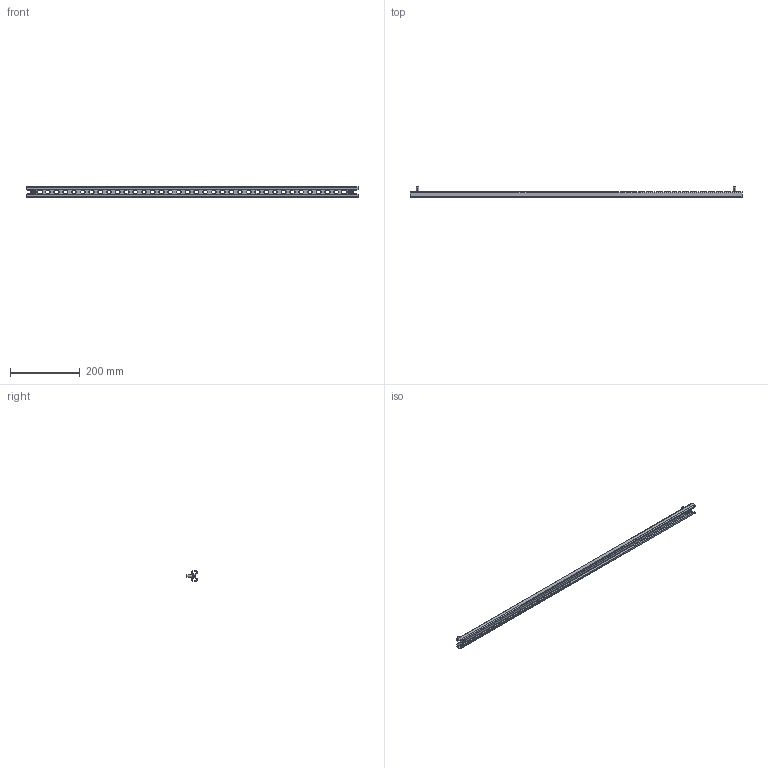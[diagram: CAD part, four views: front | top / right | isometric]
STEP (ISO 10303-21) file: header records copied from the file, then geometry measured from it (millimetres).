
FILE_DESCRIPTION (( 'STEP AP203' ), '1' );
FILE_NAME ('UR15004300010 Êîìïëåêò Ñ-îáðàçíûõ øèí 30.15 RS52 00.100 íà ðàìó_öîêîëü (ÎÖ) (000.801.681-04).STEP', '2022-04-18T10:35:51', ( '' ), ( '' ), 'SwSTEP 2.0', 'SolidWorks 2017', '' );
FILE_SCHEMA (( 'CONFIG_CONTROL_DESIGN' ));
Length unit declared in the file: millimetre
Products named in the file (5): UR15004300010 Êîìïëåêò Ñ-îáðàçíûõ øèí 30.15 RS52 00.100 íà ðàìó_öîêîëü (ÎÖ) (000.801.681-04); 嵑殧趌11371_8; 嵑殧趌6402_8; Âèíò DIN 7984 TORX_Œ8å20; 025-316 Ïëàíêà Ñ-îáðàçíàÿ 30.15_03(950)
Assembly tree (7 placements, depth 2):
  UR15004300010 Êîìïëåêò Ñ-îáðàçíûõ øèí 30.15 RS52 00.100 íà ðàìó_öîêîëü (ÎÖ) (000.801.681-04)
    025-316 Ïëàíêà Ñ-îáðàçíàÿ 30.15_03(950)
    嵑殧趌11371_8  x2
    嵑殧趌6402_8  x2
    Âèíò DIN 7984 TORX_Œ8å20  x2
Bounding box: 950 x 30 x 30 mm (x, y, z)
Volume: 85362.9 mm3; surface area: 124543.8 mm2
Topology: 7 solids, 7 shells, 337 faces, 913 edges, 594 vertices
Faces by surface type: cylinder 169, plane 156, torus 8, cone 4
Entity records: 9939 total; most frequent: DIRECTION 1680, CARTESIAN_POINT 1600, ORIENTED_EDGE 1580, EDGE_CURVE 790, AXIS2_PLACEMENT_3D 594, VERTEX_POINT 514, VECTOR 492, LINE 492
